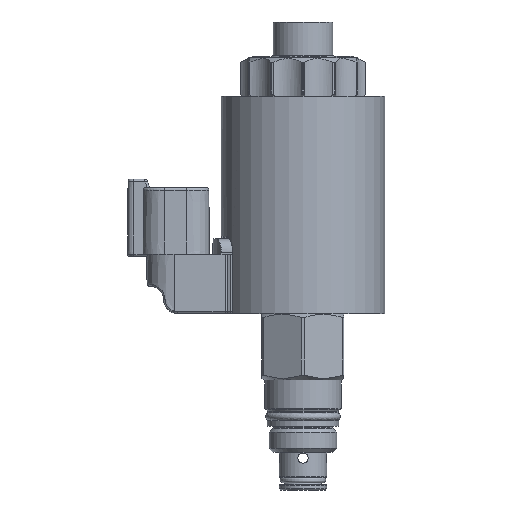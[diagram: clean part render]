
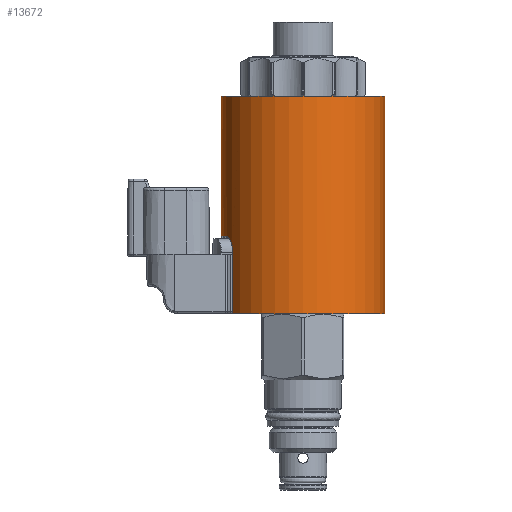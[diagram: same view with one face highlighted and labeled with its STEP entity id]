
A CAD part, front view. The second image highlights one B-rep face of the part: STEP entity #13672.
In plain terms, the highlighted cylindrical face has radius 18.955 mm (diameter 37.909 mm), a partial arc.
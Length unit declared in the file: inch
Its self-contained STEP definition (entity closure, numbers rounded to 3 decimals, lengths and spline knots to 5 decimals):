
#987=CARTESIAN_POINT('',(0.,0.,3.602));
#988=DIRECTION('',(0.,0.,-1.));
#989=DIRECTION('',(1.,0.,0.));
#990=AXIS2_PLACEMENT_3D('',#987,#988,#989);
#1117=DIRECTION('',(0.,0.,1.));
#1118=VECTOR('',#1117,1.283);
#1119=CARTESIAN_POINT('',(-0.74625,0.,2.319));
#1120=LINE('',#1119,#1118);
#1125=DIRECTION('',(0.,0.,-1.));
#1126=VECTOR('',#1125,0.599);
#1127=CARTESIAN_POINT('',(-0.64664,-0.37249,2.209));
#1128=LINE('',#1127,#1126);
#1134=CARTESIAN_POINT('',(0.,0.,1.61));
#1135=DIRECTION('',(0.,0.,1.));
#1136=DIRECTION('',(-0.867,-0.499,0.));
#1137=AXIS2_PLACEMENT_3D('',#1134,#1135,#1136);
#1159=DIRECTION('',(0.,0.,1.));
#1160=VECTOR('',#1159,1.992);
#1161=CARTESIAN_POINT('',(0.74625,0.,1.61));
#1162=LINE('',#1161,#1160);
#1168=CARTESIAN_POINT('',(0.,0.,2.319));
#1169=DIRECTION('',(0.,0.,1.));
#1170=DIRECTION('',(-1.,0.,0.));
#1171=AXIS2_PLACEMENT_3D('',#1168,#1169,#1170);
#1173=CARTESIAN_POINT('',(-0.69912,-0.261,2.319));
#1174=CARTESIAN_POINT('',(-0.69777,-0.26462,
2.319));
#1175=CARTESIAN_POINT('',(-0.69501,-0.27184,
2.31865));
#1176=CARTESIAN_POINT('',(-0.69068,-0.28267,
2.31708));
#1177=CARTESIAN_POINT('',(-0.68622,-0.29331,
2.31447));
#1178=CARTESIAN_POINT('',(-0.6817,-0.30366,
2.31082));
#1179=CARTESIAN_POINT('',(-0.67719,-0.31359,
2.3062));
#1180=CARTESIAN_POINT('',(-0.67276,-0.32298,
2.30064));
#1181=CARTESIAN_POINT('',(-0.6685,-0.33171,
2.29426));
#1182=CARTESIAN_POINT('',(-0.66449,-0.33966,
2.28719));
#1183=CARTESIAN_POINT('',(-0.6608,-0.34677,
2.27953));
#1184=CARTESIAN_POINT('',(-0.65749,-0.353,
2.27141));
#1185=CARTESIAN_POINT('',(-0.65459,-0.35834,
2.26294));
#1186=CARTESIAN_POINT('',(-0.65212,-0.36281,
2.25417));
#1187=CARTESIAN_POINT('',(-0.65009,-0.36644,
2.24516));
#1188=CARTESIAN_POINT('',(-0.64852,-0.36921,
2.23603));
#1189=CARTESIAN_POINT('',(-0.64741,-0.37115,
2.22689));
#1190=CARTESIAN_POINT('',(-0.64676,-0.37227,
2.21782));
#1191=CARTESIAN_POINT('',(-0.64663,-0.37251,
2.21192));
#1192=CARTESIAN_POINT('',(-0.64664,-0.37249,2.209));
#11273=CARTESIAN_POINT('',(-0.64664,-0.37249,1.61));
#11274=VERTEX_POINT('',#11273);
#11275=CARTESIAN_POINT('',(-0.64664,-0.37249,2.209));
#11276=VERTEX_POINT('',#11275);
#11277=CARTESIAN_POINT('',(0.74625,0.,1.61));
#11278=VERTEX_POINT('',#11277);
#11283=VERTEX_POINT('',#1173);
#11284=CARTESIAN_POINT('',(-0.74625,0.,2.319));
#11285=VERTEX_POINT('',#11284);
#11286=CARTESIAN_POINT('',(-0.74625,0.,3.602));
#11287=VERTEX_POINT('',#11286);
#11288=CARTESIAN_POINT('',(0.74625,0.,3.602));
#11289=VERTEX_POINT('',#11288);
#13652=CARTESIAN_POINT('',(0.,0.,3.7016));
#13653=DIRECTION('',(0.,0.,-1.));
#13654=DIRECTION('',(1.,0.,0.));
#13655=AXIS2_PLACEMENT_3D('',#13652,#13653,#13654);
#13656=CYLINDRICAL_SURFACE('',#13655,0.74625);
#13658=ORIENTED_EDGE('',*,*,#13657,.F.);
#13660=ORIENTED_EDGE('',*,*,#13659,.F.);
#13662=ORIENTED_EDGE('',*,*,#13661,.F.);
#13664=ORIENTED_EDGE('',*,*,#13663,.T.);
#13665=ORIENTED_EDGE('',*,*,#13596,.F.);
#13667=ORIENTED_EDGE('',*,*,#13666,.F.);
#13669=ORIENTED_EDGE('',*,*,#13668,.F.);
#13670=EDGE_LOOP('',(#13658,#13660,#13662,#13664,#13665,#13667,#13669));
#13671=FACE_OUTER_BOUND('',#13670,.F.);
#13672=ADVANCED_FACE('',(#13671),#13656,.T.);
#991=CIRCLE('',#990,0.74625);
#1138=CIRCLE('',#1137,0.74625);
#1172=CIRCLE('',#1171,0.74625);
#1193=B_SPLINE_CURVE_WITH_KNOTS('',3,(#1173,#1174,#1175,#1176,#1177,#1178,#1179,
#1180,#1181,#1182,#1183,#1184,#1185,#1186,#1187,#1188,#1189,#1190,#1191,#1192),
.UNSPECIFIED.,.F.,.F.,(4,1,1,1,1,1,1,1,1,1,1,1,1,1,1,1,1,4),(0.,
0.05882,0.11765,0.17647,0.23529,
0.29412,0.35294,0.41176,0.47059,
0.52941,0.58824,0.64706,0.70588,
0.76471,0.82353,0.88235,0.94118,1.),
.UNSPECIFIED.);
#13596=EDGE_CURVE('',#11289,#11287,#991,.T.);
#13657=EDGE_CURVE('',#11276,#11274,#1128,.T.);
#13659=EDGE_CURVE('',#11283,#11276,#1193,.T.);
#13661=EDGE_CURVE('',#11285,#11283,#1172,.T.);
#13663=EDGE_CURVE('',#11285,#11287,#1120,.T.);
#13666=EDGE_CURVE('',#11278,#11289,#1162,.T.);
#13668=EDGE_CURVE('',#11274,#11278,#1138,.T.);
